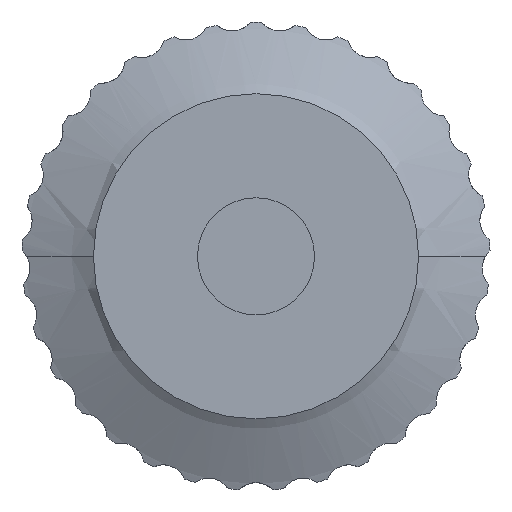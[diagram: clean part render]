
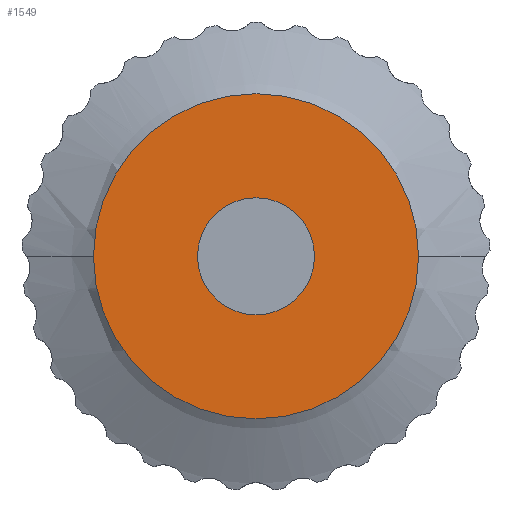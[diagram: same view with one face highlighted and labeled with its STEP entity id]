
A CAD part, front view. The second image highlights one B-rep face of the part: STEP entity #1549.
In plain terms, the highlighted planar face has unit normal (0, -1, 0).
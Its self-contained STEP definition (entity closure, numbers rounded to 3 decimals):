
#6 = DIRECTION ( 'NONE',  ( -1., 0., 0. ) ) ;
#131 = CARTESIAN_POINT ( 'NONE',  ( 0., 10., 0. ) ) ;
#183 = CARTESIAN_POINT ( 'NONE',  ( -1.5, 10., 0. ) ) ;
#192 = CIRCLE ( 'NONE', #2345, 4.167 ) ;
#270 = CIRCLE ( 'NONE', #2562, 1.5 ) ;
#293 = CARTESIAN_POINT ( 'NONE',  ( 0., 10., 0. ) ) ;
#296 = DIRECTION ( 'NONE',  ( -1., 0., 0. ) ) ;
#328 = VERTEX_POINT ( 'NONE', #1518 ) ;
#359 = DIRECTION ( 'NONE',  ( 0., 1., 0. ) ) ;
#542 = AXIS2_PLACEMENT_3D ( 'NONE', #293, #2857, #6 ) ;
#714 = ORIENTED_EDGE ( 'NONE', *, *, #734, .T. ) ;
#734 = EDGE_CURVE ( 'NONE', #2074, #328, #270, .T. ) ;
#737 = EDGE_LOOP ( 'NONE', ( #714, #2227 ) ) ;
#794 = DIRECTION ( 'NONE',  ( 0., 1., 0. ) ) ;
#847 = CIRCLE ( 'NONE', #542, 4.167 ) ;
#856 = FACE_OUTER_BOUND ( 'NONE', #2668, .T. ) ;
#1039 = AXIS2_PLACEMENT_3D ( 'NONE', #2752, #1562, #1148 ) ;
#1084 = DIRECTION ( 'NONE',  ( -1., 0., 0. ) ) ;
#1103 = FACE_BOUND ( 'NONE', #737, .T. ) ;
#1148 = DIRECTION ( 'NONE',  ( 1., 0., 0. ) ) ;
#1304 = CARTESIAN_POINT ( 'NONE',  ( 0., 10., 0. ) ) ;
#1508 = DIRECTION ( 'NONE',  ( -1., 0., 0. ) ) ;
#1518 = CARTESIAN_POINT ( 'NONE',  ( 1.5, 10., 0. ) ) ;
#1549 = ADVANCED_FACE ( 'NONE', ( #1103, #856 ), #1801, .T. ) ;
#1562 = DIRECTION ( 'NONE',  ( 0., -1., 0. ) ) ;
#1581 = CARTESIAN_POINT ( 'NONE',  ( 4.167, 10., 0. ) ) ;
#1796 = CIRCLE ( 'NONE', #3028, 1.5 ) ;
#1801 = PLANE ( 'NONE',  #1039 ) ;
#1931 = EDGE_CURVE ( 'NONE', #328, #2074, #1796, .T. ) ;
#2074 = VERTEX_POINT ( 'NONE', #183 ) ;
#2095 = VERTEX_POINT ( 'NONE', #1581 ) ;
#2227 = ORIENTED_EDGE ( 'NONE', *, *, #1931, .T. ) ;
#2266 = EDGE_CURVE ( 'NONE', #3040, #2095, #847, .T. ) ;
#2345 = AXIS2_PLACEMENT_3D ( 'NONE', #1304, #794, #1508 ) ;
#2354 = CARTESIAN_POINT ( 'NONE',  ( -4.167, 10., 0. ) ) ;
#2373 = EDGE_CURVE ( 'NONE', #2095, #3040, #192, .T. ) ;
#2434 = CARTESIAN_POINT ( 'NONE',  ( 0., 10., 0. ) ) ;
#2520 = ORIENTED_EDGE ( 'NONE', *, *, #2373, .F. ) ;
#2522 = DIRECTION ( 'NONE',  ( 0., 1., 0. ) ) ;
#2562 = AXIS2_PLACEMENT_3D ( 'NONE', #131, #2522, #1084 ) ;
#2668 = EDGE_LOOP ( 'NONE', ( #2739, #2520 ) ) ;
#2739 = ORIENTED_EDGE ( 'NONE', *, *, #2266, .F. ) ;
#2752 = CARTESIAN_POINT ( 'NONE',  ( -1.5, 10., 0. ) ) ;
#2857 = DIRECTION ( 'NONE',  ( 0., 1., 0. ) ) ;
#3028 = AXIS2_PLACEMENT_3D ( 'NONE', #2434, #359, #296 ) ;
#3040 = VERTEX_POINT ( 'NONE', #2354 ) ;
